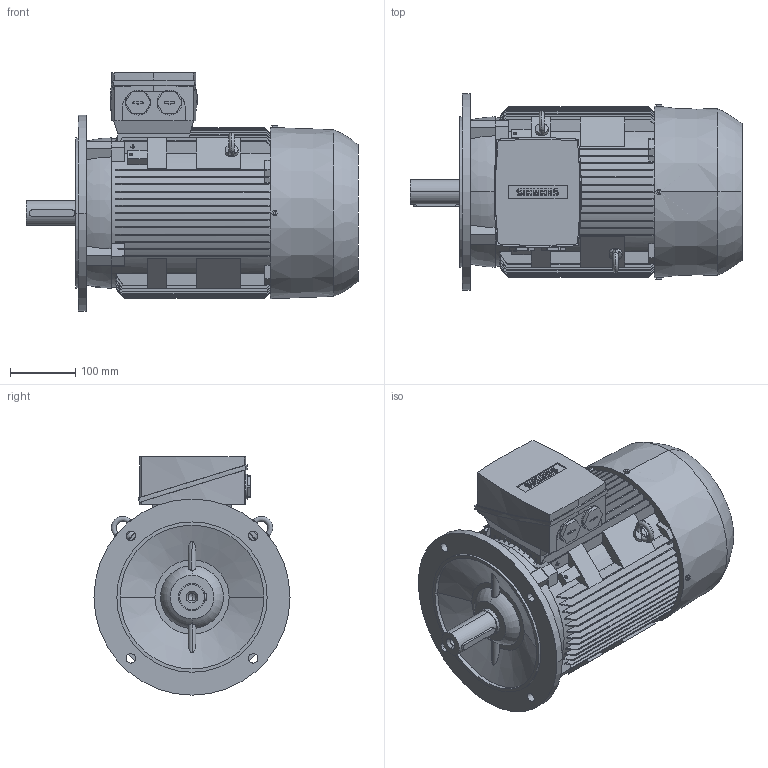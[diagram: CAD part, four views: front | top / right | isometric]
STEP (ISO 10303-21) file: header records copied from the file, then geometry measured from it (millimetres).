
FILE_DESCRIPTION(('STEP AP214'),'1');
FILE_NAME('cctmp_01107825-243B-4BC4-81F5-8FFFFA505948_2023_06_27_10_53_47_0786..stp','2023-06-27T08:53:48',('SIEMENS A&D'),('CADClick - www.CADClick.com'),'Spatial InterOp 3D',' ','unknown authorization');
FILE_SCHEMA(('AUTOMOTIVE_DESIGN'));
Length unit declared in the file: millimetre
Products named in the file (1): 1
Bounding box: 508 x 300 x 364.5 mm (x, y, z)
Volume: 21272220.8 mm3; surface area: 979366.5 mm2
Topology: 7 solids, 7 shells, 872 faces, 2391 edges, 1572 vertices
Faces by surface type: plane 509, cylinder 211, torus 130, cone 18, sphere 4
Entity records: 41413 total; most frequent: CARTESIAN_POINT 12656, ORIENTED_EDGE 4778, DIRECTION 4186, EDGE_CURVE 2389, VERTEX_POINT 1572, LINE 1396, VECTOR 1396, AXIS2_PLACEMENT_3D 1395
